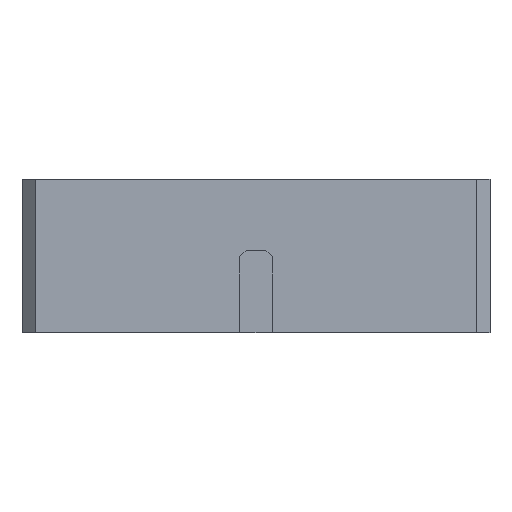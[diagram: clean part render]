
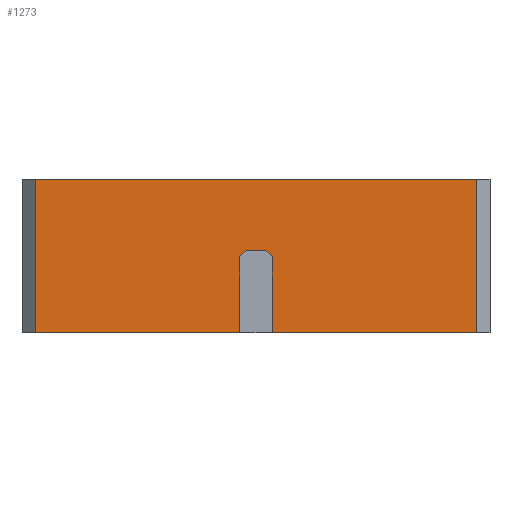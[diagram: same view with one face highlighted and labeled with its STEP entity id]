
A CAD part, front view. The second image highlights one B-rep face of the part: STEP entity #1273.
In plain terms, the highlighted planar face has unit normal (0, -1, 0).
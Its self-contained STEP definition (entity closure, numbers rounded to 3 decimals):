
#58=LINE('',#1841,#224);
#64=LINE('',#1857,#230);
#113=LINE('',#1965,#279);
#114=LINE('',#1966,#280);
#115=LINE('',#1968,#281);
#116=LINE('',#1970,#282);
#117=LINE('',#1972,#283);
#118=LINE('',#1974,#284);
#119=LINE('',#1975,#285);
#120=LINE('',#1976,#286);
#224=VECTOR('',#1482,7.874);
#230=VECTOR('',#1494,7.874);
#279=VECTOR('',#1567,17.018);
#280=VECTOR('',#1568,5.906);
#281=VECTOR('',#1569,2.921);
#282=VECTOR('',#1570,0.359);
#283=VECTOR('',#1571,0.762);
#284=VECTOR('',#1572,0.359);
#285=VECTOR('',#1573,2.921);
#286=VECTOR('',#1574,5.906);
#375=FACE_OUTER_BOUND('',#441,.T.);
#441=EDGE_LOOP('',(#941,#942,#943,#944,#945,#946,#947,#948,#949,#950));
#547=VERTEX_POINT('',#1838);
#548=VERTEX_POINT('',#1840);
#554=VERTEX_POINT('',#1854);
#555=VERTEX_POINT('',#1856);
#601=VERTEX_POINT('',#1963);
#602=VERTEX_POINT('',#1964);
#603=VERTEX_POINT('',#1967);
#604=VERTEX_POINT('',#1969);
#605=VERTEX_POINT('',#1971);
#606=VERTEX_POINT('',#1973);
#676=EDGE_CURVE('',#548,#547,#58,.T.);
#684=EDGE_CURVE('',#555,#554,#64,.T.);
#739=EDGE_CURVE('',#601,#602,#113,.T.);
#740=EDGE_CURVE('',#602,#548,#114,.T.);
#741=EDGE_CURVE('',#603,#547,#115,.T.);
#742=EDGE_CURVE('',#603,#604,#116,.T.);
#743=EDGE_CURVE('',#604,#605,#117,.T.);
#744=EDGE_CURVE('',#605,#606,#118,.T.);
#745=EDGE_CURVE('',#606,#555,#119,.T.);
#746=EDGE_CURVE('',#554,#601,#120,.T.);
#941=ORIENTED_EDGE('',*,*,#739,.T.);
#942=ORIENTED_EDGE('',*,*,#740,.T.);
#943=ORIENTED_EDGE('',*,*,#676,.T.);
#944=ORIENTED_EDGE('',*,*,#741,.F.);
#945=ORIENTED_EDGE('',*,*,#742,.T.);
#946=ORIENTED_EDGE('',*,*,#743,.T.);
#947=ORIENTED_EDGE('',*,*,#744,.T.);
#948=ORIENTED_EDGE('',*,*,#745,.T.);
#949=ORIENTED_EDGE('',*,*,#684,.T.);
#950=ORIENTED_EDGE('',*,*,#746,.T.);
#1219=PLANE('',#1365);
#1273=ADVANCED_FACE('',(#375),#1219,.F.);
#1365=AXIS2_PLACEMENT_3D('',#1962,#1565,#1566);
#1482=DIRECTION('',(1.,0.,0.));
#1494=DIRECTION('',(1.,0.,0.));
#1565=DIRECTION('center_axis',(0.,1.,0.));
#1566=DIRECTION('ref_axis',(0.,0.,1.));
#1567=DIRECTION('',(-1.,0.,0.));
#1568=DIRECTION('',(0.,0.,-1.));
#1569=DIRECTION('',(0.,0.,-1.));
#1570=DIRECTION('',(0.707,0.,0.707));
#1571=DIRECTION('',(1.,0.,0.));
#1572=DIRECTION('',(0.707,0.,-0.707));
#1573=DIRECTION('',(0.,0.,-1.));
#1574=DIRECTION('',(0.,0.,1.));
#1838=CARTESIAN_POINT('',(22.225,-79.947,0.));
#1840=CARTESIAN_POINT('',(14.351,-79.947,0.));
#1841=CARTESIAN_POINT('',(14.351,-79.947,0.));
#1854=CARTESIAN_POINT('',(31.369,-79.947,0.));
#1856=CARTESIAN_POINT('',(23.495,-79.947,0.));
#1857=CARTESIAN_POINT('',(23.495,-79.947,0.));
#1962=CARTESIAN_POINT('Origin',(0.,-79.947,36.56));
#1963=CARTESIAN_POINT('',(31.369,-79.947,5.906));
#1964=CARTESIAN_POINT('',(14.351,-79.947,5.906));
#1965=CARTESIAN_POINT('',(31.369,-79.947,5.906));
#1966=CARTESIAN_POINT('',(14.351,-79.947,5.906));
#1967=CARTESIAN_POINT('',(22.225,-79.947,2.921));
#1968=CARTESIAN_POINT('',(22.225,-79.947,2.921));
#1969=CARTESIAN_POINT('',(22.479,-79.947,3.175));
#1970=CARTESIAN_POINT('',(22.225,-79.947,2.921));
#1971=CARTESIAN_POINT('',(23.241,-79.947,3.175));
#1972=CARTESIAN_POINT('',(22.479,-79.947,3.175));
#1973=CARTESIAN_POINT('',(23.495,-79.947,2.921));
#1974=CARTESIAN_POINT('',(23.241,-79.947,3.175));
#1975=CARTESIAN_POINT('',(23.495,-79.947,2.921));
#1976=CARTESIAN_POINT('',(31.369,-79.947,0.));
